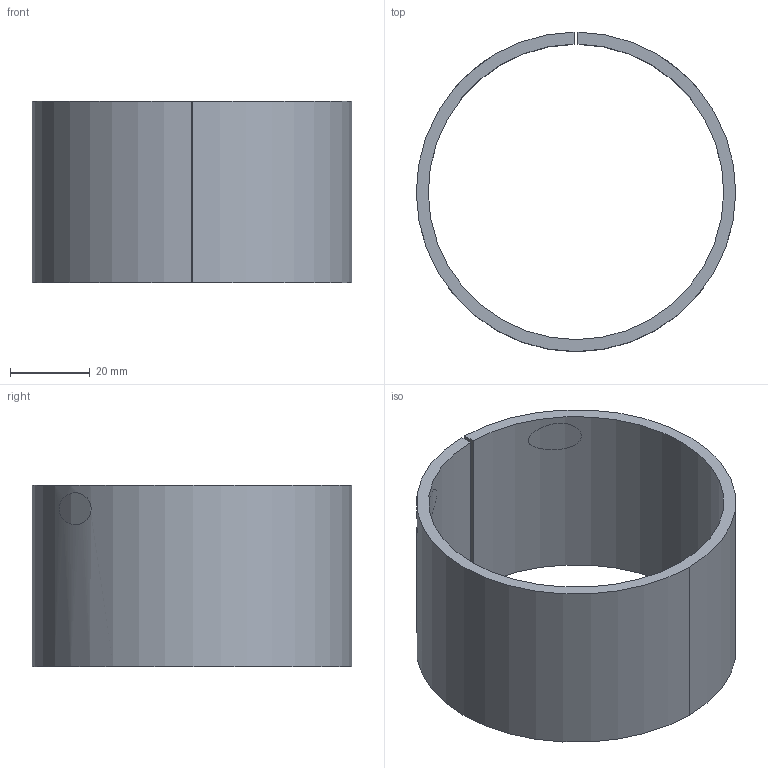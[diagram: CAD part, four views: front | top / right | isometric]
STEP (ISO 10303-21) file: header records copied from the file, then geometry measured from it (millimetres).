
FILE_DESCRIPTION(('CATIA V5 STEP Exchange'),'2;1');
FILE_NAME('spindle_cover.stp','2017-04-21T14:55:32+00:00',('none'),('none'),'CATIA Version 5-6 Release 2014','CATIA V5 STEP AP203','none');
FILE_SCHEMA(('CONFIG_CONTROL_DESIGN'));
Length unit declared in the file: millimetre
Products named in the file (1): acryl_cover
Bounding box: 80 x 80 x 45.45 mm (x, y, z)
Volume: 65220.8 mm3; surface area: 47156 mm2
Topology: 2 solids, 2 shells, 20 faces, 48 edges, 33 vertices
Faces by surface type: cylinder 12, plane 8
Entity records: 761 total; most frequent: CARTESIAN_POINT 280, ORIENTED_EDGE 96, DIRECTION 68, EDGE_CURVE 48, VERTEX_POINT 32, AXIS2_PLACEMENT_3D 31, VECTOR 24, EDGE_LOOP 24
